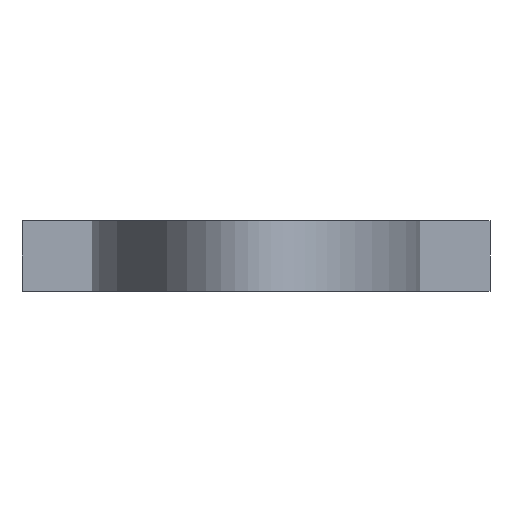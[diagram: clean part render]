
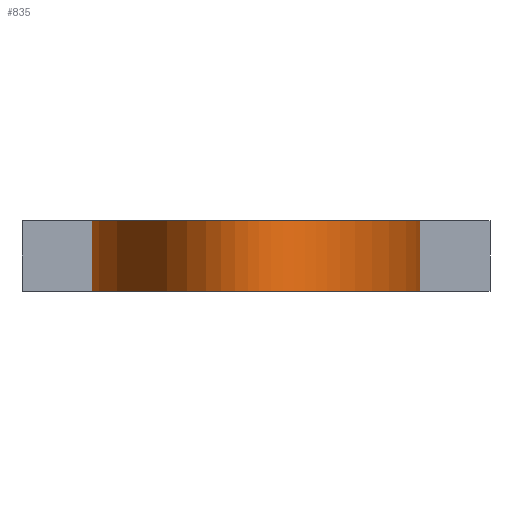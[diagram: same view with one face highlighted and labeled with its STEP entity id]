
A CAD part, left-side view. The second image highlights one B-rep face of the part: STEP entity #835.
In plain terms, the highlighted face is a extrusion surface.
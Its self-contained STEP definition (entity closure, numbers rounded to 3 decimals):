
#83 = PLANE('',#84);
#84 = AXIS2_PLACEMENT_3D('',#85,#86,#87);
#85 = CARTESIAN_POINT('',(58.588,-10.712,3.));
#86 = DIRECTION('',(0.,0.,-1.));
#87 = DIRECTION('',(-1.,0.,0.));
#137 = PLANE('',#138);
#138 = AXIS2_PLACEMENT_3D('',#139,#140,#141);
#139 = CARTESIAN_POINT('',(58.588,-10.712,0.));
#140 = DIRECTION('',(0.,0.,-1.));
#141 = DIRECTION('',(-1.,0.,0.));
#702 = PLANE('',#703);
#703 = AXIS2_PLACEMENT_3D('',#704,#705,#706);
#704 = CARTESIAN_POINT('',(36.788,3.288,0.));
#705 = DIRECTION('',(0.,1.,0.));
#706 = DIRECTION('',(1.,0.,0.));
#760 = EDGE_CURVE('',#761,#763,#765,.T.);
#761 = VERTEX_POINT('',#762);
#762 = CARTESIAN_POINT('',(36.788,3.288,0.));
#763 = VERTEX_POINT('',#764);
#764 = CARTESIAN_POINT('',(36.788,3.288,3.));
#765 = SURFACE_CURVE('',#766,(#770,#777),.PCURVE_S1.);
#766 = LINE('',#767,#768);
#767 = CARTESIAN_POINT('',(36.788,3.288,0.));
#768 = VECTOR('',#769,1.);
#769 = DIRECTION('',(0.,0.,1.));
#770 = PCURVE('',#702,#771);
#771 = DEFINITIONAL_REPRESENTATION('',(#772),#776);
#772 = LINE('',#773,#774);
#773 = CARTESIAN_POINT('',(0.,0.));
#774 = VECTOR('',#775,1.);
#775 = DIRECTION('',(0.,-1.));
#776 = ( GEOMETRIC_REPRESENTATION_CONTEXT(2) 
PARAMETRIC_REPRESENTATION_CONTEXT() REPRESENTATION_CONTEXT('2D SPACE',''
  ) );
#777 = PCURVE('',#778,#786);
#778 = SURFACE_OF_LINEAR_EXTRUSION('',#779,#784);
#779 = ELLIPSE('',#780,15.5,7.);
#780 = AXIS2_PLACEMENT_3D('',#781,#782,#783);
#781 = CARTESIAN_POINT('',(36.788,-3.712,0.));
#782 = DIRECTION('',(0.,0.,1.));
#783 = DIRECTION('',(1.,0.,0.));
#784 = VECTOR('',#785,1.);
#785 = DIRECTION('',(0.,0.,-1.));
#786 = DEFINITIONAL_REPRESENTATION('',(#787),#791);
#787 = LINE('',#788,#789);
#788 = CARTESIAN_POINT('',(1.571,0.));
#789 = VECTOR('',#790,1.);
#790 = DIRECTION('',(0.,-1.));
#791 = ( GEOMETRIC_REPRESENTATION_CONTEXT(2) 
PARAMETRIC_REPRESENTATION_CONTEXT() REPRESENTATION_CONTEXT('2D SPACE',''
  ) );
#835 = ADVANCED_FACE('',(#836),#778,.F.);
#836 = FACE_BOUND('',#837,.F.);
#837 = EDGE_LOOP('',(#838,#839,#867,#895));
#838 = ORIENTED_EDGE('',*,*,#760,.T.);
#839 = ORIENTED_EDGE('',*,*,#840,.T.);
#840 = EDGE_CURVE('',#763,#841,#843,.T.);
#841 = VERTEX_POINT('',#842);
#842 = CARTESIAN_POINT('',(36.788,-10.712,3.));
#843 = SURFACE_CURVE('',#844,(#849,#856),.PCURVE_S1.);
#844 = ELLIPSE('',#845,15.5,7.);
#845 = AXIS2_PLACEMENT_3D('',#846,#847,#848);
#846 = CARTESIAN_POINT('',(36.788,-3.712,3.));
#847 = DIRECTION('',(0.,0.,1.));
#848 = DIRECTION('',(1.,0.,0.));
#849 = PCURVE('',#778,#850);
#850 = DEFINITIONAL_REPRESENTATION('',(#851),#855);
#851 = LINE('',#852,#853);
#852 = CARTESIAN_POINT('',(0.,-3.));
#853 = VECTOR('',#854,1.);
#854 = DIRECTION('',(1.,0.));
#855 = ( GEOMETRIC_REPRESENTATION_CONTEXT(2) 
PARAMETRIC_REPRESENTATION_CONTEXT() REPRESENTATION_CONTEXT('2D SPACE',''
  ) );
#856 = PCURVE('',#83,#857);
#857 = DEFINITIONAL_REPRESENTATION('',(#858),#866);
#858 = ( BOUNDED_CURVE() B_SPLINE_CURVE(2,(#859,#860,#861,#862,#863,#864
,#865),.UNSPECIFIED.,.F.,.F.) B_SPLINE_CURVE_WITH_KNOTS((1,2,2,2,2,1),(
    -2.094,0.,2.094,4.189,6.283,
8.378),.UNSPECIFIED.) CURVE() GEOMETRIC_REPRESENTATION_ITEM() 
RATIONAL_B_SPLINE_CURVE((1.,0.5,1.,0.5,1.,0.5,1.)) REPRESENTATION_ITEM(
  '') );
#859 = CARTESIAN_POINT('',(6.3,7.));
#860 = CARTESIAN_POINT('',(6.3,19.124));
#861 = CARTESIAN_POINT('',(29.55,13.062));
#862 = CARTESIAN_POINT('',(52.8,7.));
#863 = CARTESIAN_POINT('',(29.55,0.938));
#864 = CARTESIAN_POINT('',(6.3,-5.124));
#865 = CARTESIAN_POINT('',(6.3,7.));
#866 = ( GEOMETRIC_REPRESENTATION_CONTEXT(2) 
PARAMETRIC_REPRESENTATION_CONTEXT() REPRESENTATION_CONTEXT('2D SPACE',''
  ) );
#867 = ORIENTED_EDGE('',*,*,#868,.F.);
#868 = EDGE_CURVE('',#869,#841,#871,.T.);
#869 = VERTEX_POINT('',#870);
#870 = CARTESIAN_POINT('',(36.788,-10.712,0.));
#871 = SURFACE_CURVE('',#872,(#876,#883),.PCURVE_S1.);
#872 = LINE('',#873,#874);
#873 = CARTESIAN_POINT('',(36.788,-10.712,0.));
#874 = VECTOR('',#875,1.);
#875 = DIRECTION('',(0.,0.,1.));
#876 = PCURVE('',#778,#877);
#877 = DEFINITIONAL_REPRESENTATION('',(#878),#882);
#878 = LINE('',#879,#880);
#879 = CARTESIAN_POINT('',(4.712,0.));
#880 = VECTOR('',#881,1.);
#881 = DIRECTION('',(0.,-1.));
#882 = ( GEOMETRIC_REPRESENTATION_CONTEXT(2) 
PARAMETRIC_REPRESENTATION_CONTEXT() REPRESENTATION_CONTEXT('2D SPACE',''
  ) );
#883 = PCURVE('',#884,#889);
#884 = PLANE('',#885);
#885 = AXIS2_PLACEMENT_3D('',#886,#887,#888);
#886 = CARTESIAN_POINT('',(38.788,-10.712,0.));
#887 = DIRECTION('',(0.,-1.,0.));
#888 = DIRECTION('',(-1.,0.,0.));
#889 = DEFINITIONAL_REPRESENTATION('',(#890),#894);
#890 = LINE('',#891,#892);
#891 = CARTESIAN_POINT('',(2.,0.));
#892 = VECTOR('',#893,1.);
#893 = DIRECTION('',(0.,-1.));
#894 = ( GEOMETRIC_REPRESENTATION_CONTEXT(2) 
PARAMETRIC_REPRESENTATION_CONTEXT() REPRESENTATION_CONTEXT('2D SPACE',''
  ) );
#895 = ORIENTED_EDGE('',*,*,#896,.F.);
#896 = EDGE_CURVE('',#761,#869,#897,.T.);
#897 = SURFACE_CURVE('',#898,(#903,#910),.PCURVE_S1.);
#898 = ELLIPSE('',#899,15.5,7.);
#899 = AXIS2_PLACEMENT_3D('',#900,#901,#902);
#900 = CARTESIAN_POINT('',(36.788,-3.712,0.));
#901 = DIRECTION('',(0.,0.,1.));
#902 = DIRECTION('',(1.,0.,0.));
#903 = PCURVE('',#778,#904);
#904 = DEFINITIONAL_REPRESENTATION('',(#905),#909);
#905 = LINE('',#906,#907);
#906 = CARTESIAN_POINT('',(0.,0.));
#907 = VECTOR('',#908,1.);
#908 = DIRECTION('',(1.,0.));
#909 = ( GEOMETRIC_REPRESENTATION_CONTEXT(2) 
PARAMETRIC_REPRESENTATION_CONTEXT() REPRESENTATION_CONTEXT('2D SPACE',''
  ) );
#910 = PCURVE('',#137,#911);
#911 = DEFINITIONAL_REPRESENTATION('',(#912),#920);
#912 = ( BOUNDED_CURVE() B_SPLINE_CURVE(2,(#913,#914,#915,#916,#917,#918
,#919),.UNSPECIFIED.,.F.,.F.) B_SPLINE_CURVE_WITH_KNOTS((1,2,2,2,2,1),(
    -2.094,0.,2.094,4.189,6.283,
8.378),.UNSPECIFIED.) CURVE() GEOMETRIC_REPRESENTATION_ITEM() 
RATIONAL_B_SPLINE_CURVE((1.,0.5,1.,0.5,1.,0.5,1.)) REPRESENTATION_ITEM(
  '') );
#913 = CARTESIAN_POINT('',(6.3,7.));
#914 = CARTESIAN_POINT('',(6.3,19.124));
#915 = CARTESIAN_POINT('',(29.55,13.062));
#916 = CARTESIAN_POINT('',(52.8,7.));
#917 = CARTESIAN_POINT('',(29.55,0.938));
#918 = CARTESIAN_POINT('',(6.3,-5.124));
#919 = CARTESIAN_POINT('',(6.3,7.));
#920 = ( GEOMETRIC_REPRESENTATION_CONTEXT(2) 
PARAMETRIC_REPRESENTATION_CONTEXT() REPRESENTATION_CONTEXT('2D SPACE',''
  ) );
